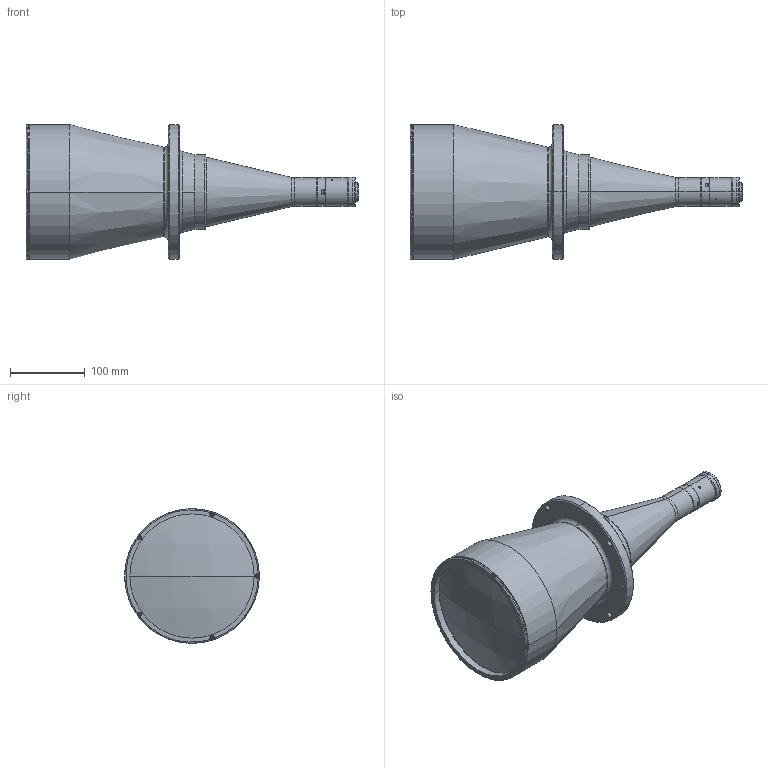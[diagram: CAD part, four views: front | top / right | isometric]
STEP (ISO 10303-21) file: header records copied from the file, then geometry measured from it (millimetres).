
FILE_DESCRIPTION (( 'STEP AP203' ), '1' );
FILE_NAME ('DP26385_TC3MHR120-C.step', '2020-09-24T07:38:04', ( '' ), ( '' ), 'SwSTEP 2.0', 'SolidWorks 2020', '' );
FILE_SCHEMA (( 'CONFIG_CONTROL_DESIGN' ));
Length unit declared in the file: millimetre
Products named in the file (1): DP26385_TC3MHR120-C
Bounding box: 443.56 x 180 x 180 mm (x, y, z)
Surface area: 227663.1 mm2 (no closed solid volume)
Topology: 0 solids, 28 shells, 229 faces, 655 edges, 442 vertices
Faces by surface type: cylinder 80, plane 80, cone 34, torus 33, sphere 2
Entity records: 7891 total; most frequent: CARTESIAN_POINT 1673, DIRECTION 1411, ORIENTED_EDGE 1090, EDGE_CURVE 641, AXIS2_PLACEMENT_3D 562, VERTEX_POINT 442, CIRCLE 332, EDGE_LOOP 289
